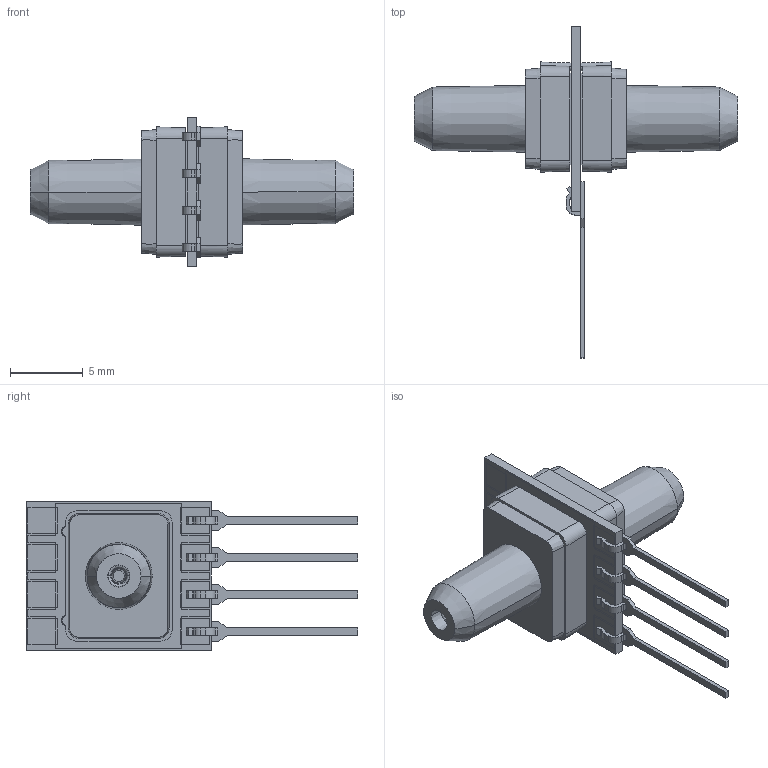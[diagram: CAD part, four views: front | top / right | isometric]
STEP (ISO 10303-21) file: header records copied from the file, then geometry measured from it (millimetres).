
FILE_DESCRIPTION (( 'STEP AP203' ), '1' );
FILE_NAME ('CPPS.STEP', '2021-02-10T17:53:08', ( '' ), ( '' ), 'SwSTEP 2.0', 'SolidWorks 2010', '' );
FILE_SCHEMA (( 'CONFIG_CONTROL_DESIGN' ));
Length unit declared in the file: inch
Products named in the file (4): AS01-01-009 GF for C series; Ceramic for C series; CPPS; AS01-06-001 SIP for C series
Assembly tree (7 placements, depth 2):
  CPPS
    AS01-01-009 GF for C series  x2
    AS01-06-001 SIP for C series  x4
    Ceramic for C series
Bounding box: 22.17 x 22.73 x 10.16 mm (x, y, z)
Volume: 685.9 mm3; surface area: 1455.9 mm2
Topology: 9 solids, 9 shells, 413 faces, 1062 edges, 692 vertices
Faces by surface type: plane 287, cylinder 54, cone 32, torus 24, bspline 16
Entity records: 8678 total; most frequent: CARTESIAN_POINT 1807, ORIENTED_EDGE 1324, DIRECTION 1262, EDGE_CURVE 662, VECTOR 512, LINE 512, VERTEX_POINT 434, AXIS2_PLACEMENT_3D 375
